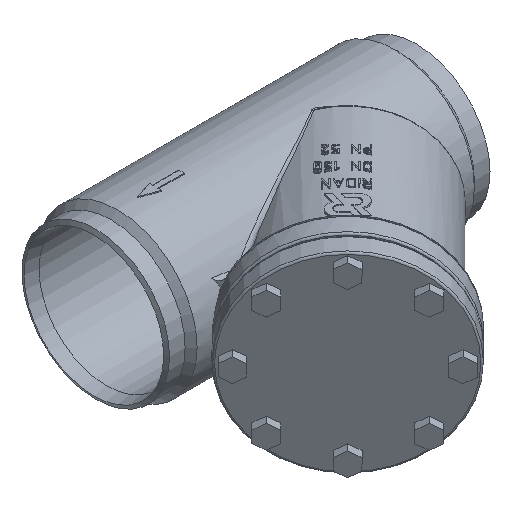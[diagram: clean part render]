
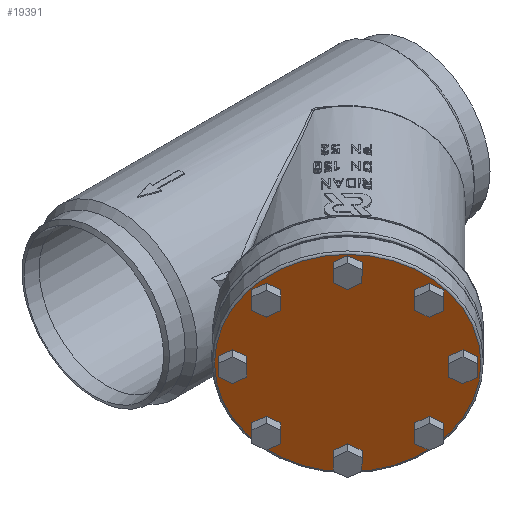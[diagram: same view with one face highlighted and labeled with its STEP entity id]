
A CAD part, isometric view. The second image highlights one B-rep face of the part: STEP entity #19391.
In plain terms, the highlighted face is planar.
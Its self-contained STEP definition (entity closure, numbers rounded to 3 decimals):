
#18910=CARTESIAN_POINT('',(-8.,-92.99,24.));
#18911=VERTEX_POINT('',#18910);
#18935=CARTESIAN_POINT('',(-0.,-84.99,24.));
#18936=VERTEX_POINT('',#18935);
#18937=CARTESIAN_POINT('',(-0.,-92.99,24.));
#18938=DIRECTION('',(0.,-0.,1.));
#18939=DIRECTION('',(0.,1.,0.));
#18940=AXIS2_PLACEMENT_3D('',#18937,#18938,#18939);
#18941=CIRCLE('',#18940,8.);
#18942=EDGE_CURVE('',#18911,#18936,#18941,.T.);
#18944=CARTESIAN_POINT('',(-0.,-92.99,24.));
#18945=DIRECTION('',(0.,-0.,1.));
#18946=DIRECTION('',(0.,1.,0.));
#18947=AXIS2_PLACEMENT_3D('',#18944,#18945,#18946);
#18948=CIRCLE('',#18947,8.);
#18949=EDGE_CURVE('',#18936,#18911,#18948,.T.);
#18961=CARTESIAN_POINT('',(-73.754,-65.754,24.));
#18962=VERTEX_POINT('',#18961);
#18986=CARTESIAN_POINT('',(-60.097,-60.097,24.));
#18987=VERTEX_POINT('',#18986);
#18988=CARTESIAN_POINT('',(-65.754,-65.754,24.));
#18989=DIRECTION('',(0.,-0.,1.));
#18990=DIRECTION('',(0.707,0.707,0.));
#18991=AXIS2_PLACEMENT_3D('',#18988,#18989,#18990);
#18992=CIRCLE('',#18991,8.);
#18993=EDGE_CURVE('',#18962,#18987,#18992,.T.);
#18995=CARTESIAN_POINT('',(-65.754,-65.754,24.));
#18996=DIRECTION('',(0.,-0.,1.));
#18997=DIRECTION('',(0.707,0.707,0.));
#18998=AXIS2_PLACEMENT_3D('',#18995,#18996,#18997);
#18999=CIRCLE('',#18998,8.);
#19000=EDGE_CURVE('',#18987,#18962,#18999,.T.);
#19012=CARTESIAN_POINT('',(-100.99,0.,24.));
#19013=VERTEX_POINT('',#19012);
#19037=CARTESIAN_POINT('',(-84.99,0.,24.));
#19038=VERTEX_POINT('',#19037);
#19039=CARTESIAN_POINT('',(-92.99,0.,24.));
#19040=DIRECTION('',(0.,0.,1.));
#19041=DIRECTION('',(1.,-0.,0.));
#19042=AXIS2_PLACEMENT_3D('',#19039,#19040,#19041);
#19043=CIRCLE('',#19042,8.);
#19044=EDGE_CURVE('',#19013,#19038,#19043,.T.);
#19046=CARTESIAN_POINT('',(-92.99,0.,24.));
#19047=DIRECTION('',(0.,0.,1.));
#19048=DIRECTION('',(1.,-0.,0.));
#19049=AXIS2_PLACEMENT_3D('',#19046,#19047,#19048);
#19050=CIRCLE('',#19049,8.);
#19051=EDGE_CURVE('',#19038,#19013,#19050,.T.);
#19063=CARTESIAN_POINT('',(-73.754,65.754,24.));
#19064=VERTEX_POINT('',#19063);
#19088=CARTESIAN_POINT('',(-60.097,60.097,24.));
#19089=VERTEX_POINT('',#19088);
#19090=CARTESIAN_POINT('',(-65.754,65.754,24.));
#19091=DIRECTION('',(0.,0.,1.));
#19092=DIRECTION('',(0.707,-0.707,0.));
#19093=AXIS2_PLACEMENT_3D('',#19090,#19091,#19092);
#19094=CIRCLE('',#19093,8.);
#19095=EDGE_CURVE('',#19064,#19089,#19094,.T.);
#19097=CARTESIAN_POINT('',(-65.754,65.754,24.));
#19098=DIRECTION('',(0.,0.,1.));
#19099=DIRECTION('',(0.707,-0.707,0.));
#19100=AXIS2_PLACEMENT_3D('',#19097,#19098,#19099);
#19101=CIRCLE('',#19100,8.);
#19102=EDGE_CURVE('',#19089,#19064,#19101,.T.);
#19114=CARTESIAN_POINT('',(-8.,92.99,24.));
#19115=VERTEX_POINT('',#19114);
#19139=CARTESIAN_POINT('',(0.,84.99,24.));
#19140=VERTEX_POINT('',#19139);
#19141=CARTESIAN_POINT('',(0.,92.99,24.));
#19142=DIRECTION('',(0.,0.,1.));
#19143=DIRECTION('',(-0.,-1.,0.));
#19144=AXIS2_PLACEMENT_3D('',#19141,#19142,#19143);
#19145=CIRCLE('',#19144,8.);
#19146=EDGE_CURVE('',#19115,#19140,#19145,.T.);
#19148=CARTESIAN_POINT('',(0.,92.99,24.));
#19149=DIRECTION('',(0.,0.,1.));
#19150=DIRECTION('',(-0.,-1.,0.));
#19151=AXIS2_PLACEMENT_3D('',#19148,#19149,#19150);
#19152=CIRCLE('',#19151,8.);
#19153=EDGE_CURVE('',#19140,#19115,#19152,.T.);
#19165=CARTESIAN_POINT('',(57.754,65.754,24.));
#19166=VERTEX_POINT('',#19165);
#19190=CARTESIAN_POINT('',(60.097,60.097,24.));
#19191=VERTEX_POINT('',#19190);
#19192=CARTESIAN_POINT('',(65.754,65.754,24.));
#19193=DIRECTION('',(0.,0.,1.));
#19194=DIRECTION('',(-0.707,-0.707,0.));
#19195=AXIS2_PLACEMENT_3D('',#19192,#19193,#19194);
#19196=CIRCLE('',#19195,8.);
#19197=EDGE_CURVE('',#19166,#19191,#19196,.T.);
#19199=CARTESIAN_POINT('',(65.754,65.754,24.));
#19200=DIRECTION('',(0.,0.,1.));
#19201=DIRECTION('',(-0.707,-0.707,0.));
#19202=AXIS2_PLACEMENT_3D('',#19199,#19200,#19201);
#19203=CIRCLE('',#19202,8.);
#19204=EDGE_CURVE('',#19191,#19166,#19203,.T.);
#19216=CARTESIAN_POINT('',(84.99,0.,24.));
#19217=VERTEX_POINT('',#19216);
#19232=CARTESIAN_POINT('',(92.99,0.,24.));
#19233=DIRECTION('',(0.,0.,1.));
#19234=DIRECTION('',(-1.,0.,0.));
#19235=AXIS2_PLACEMENT_3D('',#19232,#19233,#19234);
#19236=CIRCLE('',#19235,8.);
#19237=EDGE_CURVE('',#19217,#19217,#19236,.T.);
#19300=CARTESIAN_POINT('',(57.754,-65.754,24.));
#19301=VERTEX_POINT('',#19300);
#19325=CARTESIAN_POINT('',(60.097,-60.097,24.));
#19326=VERTEX_POINT('',#19325);
#19327=CARTESIAN_POINT('',(65.754,-65.754,24.));
#19328=DIRECTION('',(0.,0.,1.));
#19329=DIRECTION('',(-0.707,0.707,0.));
#19330=AXIS2_PLACEMENT_3D('',#19327,#19328,#19329);
#19331=CIRCLE('',#19330,8.);
#19332=EDGE_CURVE('',#19301,#19326,#19331,.T.);
#19334=CARTESIAN_POINT('',(65.754,-65.754,24.));
#19335=DIRECTION('',(0.,0.,1.));
#19336=DIRECTION('',(-0.707,0.707,0.));
#19337=AXIS2_PLACEMENT_3D('',#19334,#19335,#19336);
#19338=CIRCLE('',#19337,8.);
#19339=EDGE_CURVE('',#19326,#19301,#19338,.T.);
#19344=CARTESIAN_POINT('',(0.,0.,24.));
#19345=DIRECTION('',(0.,0.,1.));
#19346=DIRECTION('',(-1.,0.,0.));
#19347=AXIS2_PLACEMENT_3D('',#19344,#19345,#19346);
#19348=PLANE('',#19347);
#19349=CARTESIAN_POINT('',(107.5,-0.,24.));
#19350=VERTEX_POINT('',#19349);
#19351=CARTESIAN_POINT('',(0.,0.,24.));
#19352=DIRECTION('',(0.,0.,1.));
#19353=DIRECTION('',(1.,0.,-0.));
#19354=AXIS2_PLACEMENT_3D('',#19351,#19352,#19353);
#19355=CIRCLE('',#19354,107.5);
#19356=EDGE_CURVE('',#19350,#19350,#19355,.T.);
#19357=ORIENTED_EDGE('',*,*,#19356,.T.);
#19358=EDGE_LOOP('',(#19357));
#19359=FACE_BOUND('',#19358,.T.);
#19360=ORIENTED_EDGE('',*,*,#19237,.F.);
#19361=EDGE_LOOP('',(#19360));
#19362=FACE_BOUND('',#19361,.T.);
#19363=ORIENTED_EDGE('',*,*,#19197,.F.);
#19364=ORIENTED_EDGE('',*,*,#19204,.F.);
#19365=EDGE_LOOP('',(#19363,#19364));
#19366=FACE_BOUND('',#19365,.T.);
#19367=ORIENTED_EDGE('',*,*,#19146,.F.);
#19368=ORIENTED_EDGE('',*,*,#19153,.F.);
#19369=EDGE_LOOP('',(#19367,#19368));
#19370=FACE_BOUND('',#19369,.T.);
#19371=ORIENTED_EDGE('',*,*,#19095,.F.);
#19372=ORIENTED_EDGE('',*,*,#19102,.F.);
#19373=EDGE_LOOP('',(#19371,#19372));
#19374=FACE_BOUND('',#19373,.T.);
#19375=ORIENTED_EDGE('',*,*,#19044,.F.);
#19376=ORIENTED_EDGE('',*,*,#19051,.F.);
#19377=EDGE_LOOP('',(#19375,#19376));
#19378=FACE_BOUND('',#19377,.T.);
#19379=ORIENTED_EDGE('',*,*,#18993,.F.);
#19380=ORIENTED_EDGE('',*,*,#19000,.F.);
#19381=EDGE_LOOP('',(#19379,#19380));
#19382=FACE_BOUND('',#19381,.T.);
#19383=ORIENTED_EDGE('',*,*,#18942,.F.);
#19384=ORIENTED_EDGE('',*,*,#18949,.F.);
#19385=EDGE_LOOP('',(#19383,#19384));
#19386=FACE_BOUND('',#19385,.T.);
#19387=ORIENTED_EDGE('',*,*,#19332,.F.);
#19388=ORIENTED_EDGE('',*,*,#19339,.F.);
#19389=EDGE_LOOP('',(#19387,#19388));
#19390=FACE_BOUND('',#19389,.T.);
#19391=ADVANCED_FACE('',(#19359,#19362,#19366,#19370,#19374,#19378,#19382,#19386,#19390),#19348,.T.);
